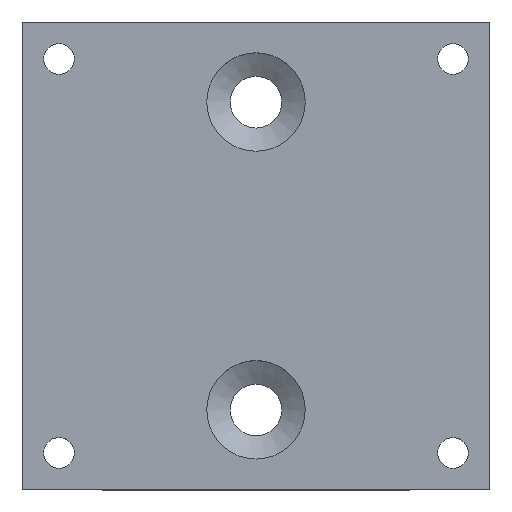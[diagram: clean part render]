
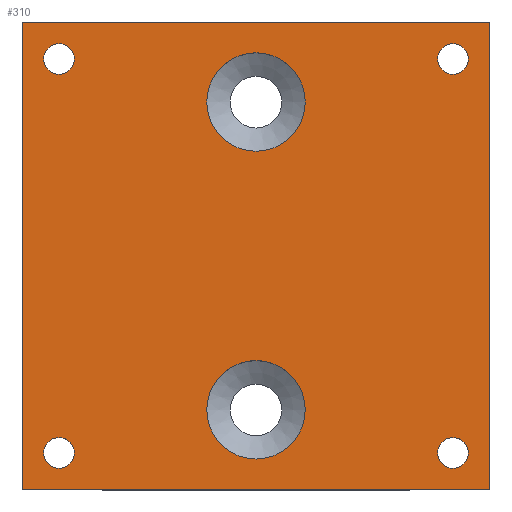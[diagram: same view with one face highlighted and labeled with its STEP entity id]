
A CAD part, top view. The second image highlights one B-rep face of the part: STEP entity #310.
In plain terms, the highlighted planar face has unit normal (0, 0, 1).
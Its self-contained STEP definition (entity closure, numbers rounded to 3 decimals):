
#21=FACE_BOUND('',#83,.T.);
#22=FACE_BOUND('',#84,.T.);
#23=FACE_BOUND('',#85,.T.);
#24=FACE_BOUND('',#86,.T.);
#25=FACE_BOUND('',#87,.T.);
#26=FACE_BOUND('',#88,.T.);
#32=PLANE('',#367);
#60=FACE_OUTER_BOUND('',#82,.T.);
#82=EDGE_LOOP('',(#283,#284,#285,#286));
#83=EDGE_LOOP('',(#287));
#84=EDGE_LOOP('',(#288));
#85=EDGE_LOOP('',(#289));
#86=EDGE_LOOP('',(#290));
#87=EDGE_LOOP('',(#291));
#88=EDGE_LOOP('',(#292));
#100=LINE('',#517,#122);
#102=LINE('',#523,#124);
#108=LINE('',#537,#130);
#110=LINE('',#540,#132);
#122=VECTOR('',#431,10.);
#124=VECTOR('',#435,10.);
#130=VECTOR('',#451,10.);
#132=VECTOR('',#455,10.);
#136=CIRCLE('',#339,4.);
#140=CIRCLE('',#345,4.);
#141=CIRCLE('',#347,1.25);
#142=CIRCLE('',#350,1.25);
#143=CIRCLE('',#353,1.25);
#144=CIRCLE('',#356,1.25);
#150=VERTEX_POINT('',#470);
#154=VERTEX_POINT('',#482);
#155=VERTEX_POINT('',#486);
#157=VERTEX_POINT('',#492);
#159=VERTEX_POINT('',#498);
#161=VERTEX_POINT('',#504);
#163=VERTEX_POINT('',#510);
#166=VERTEX_POINT('',#515);
#168=VERTEX_POINT('',#520);
#169=VERTEX_POINT('',#522);
#177=EDGE_CURVE('',#150,#150,#136,.T.);
#183=EDGE_CURVE('',#154,#154,#140,.T.);
#185=EDGE_CURVE('',#155,#155,#141,.T.);
#188=EDGE_CURVE('',#157,#157,#142,.T.);
#191=EDGE_CURVE('',#159,#159,#143,.T.);
#194=EDGE_CURVE('',#161,#161,#144,.T.);
#200=EDGE_CURVE('',#166,#163,#100,.T.);
#202=EDGE_CURVE('',#169,#168,#102,.T.);
#210=EDGE_CURVE('',#169,#166,#108,.T.);
#212=EDGE_CURVE('',#168,#163,#110,.T.);
#283=ORIENTED_EDGE('',*,*,#212,.T.);
#284=ORIENTED_EDGE('',*,*,#200,.F.);
#285=ORIENTED_EDGE('',*,*,#210,.F.);
#286=ORIENTED_EDGE('',*,*,#202,.T.);
#287=ORIENTED_EDGE('',*,*,#177,.T.);
#288=ORIENTED_EDGE('',*,*,#183,.T.);
#289=ORIENTED_EDGE('',*,*,#185,.T.);
#290=ORIENTED_EDGE('',*,*,#188,.T.);
#291=ORIENTED_EDGE('',*,*,#191,.T.);
#292=ORIENTED_EDGE('',*,*,#194,.T.);
#310=ADVANCED_FACE('',(#60,#21,#22,#23,#24,#25,#26),#32,.T.);
#339=AXIS2_PLACEMENT_3D('',#471,#381,#382);
#345=AXIS2_PLACEMENT_3D('',#483,#395,#396);
#347=AXIS2_PLACEMENT_3D('',#487,#400,#401);
#350=AXIS2_PLACEMENT_3D('',#493,#407,#408);
#353=AXIS2_PLACEMENT_3D('',#499,#414,#415);
#356=AXIS2_PLACEMENT_3D('',#505,#421,#422);
#367=AXIS2_PLACEMENT_3D('',#542,#458,#459);
#381=DIRECTION('center_axis',(0.,0.,-1.));
#382=DIRECTION('ref_axis',(1.,0.,0.));
#395=DIRECTION('center_axis',(0.,0.,-1.));
#396=DIRECTION('ref_axis',(1.,0.,0.));
#400=DIRECTION('center_axis',(0.,0.,-1.));
#401=DIRECTION('ref_axis',(1.,0.,0.));
#407=DIRECTION('center_axis',(0.,0.,-1.));
#408=DIRECTION('ref_axis',(1.,0.,0.));
#414=DIRECTION('center_axis',(0.,0.,-1.));
#415=DIRECTION('ref_axis',(1.,0.,0.));
#421=DIRECTION('center_axis',(0.,0.,-1.));
#422=DIRECTION('ref_axis',(1.,0.,0.));
#431=DIRECTION('',(0.,-1.,0.));
#435=DIRECTION('',(0.,-1.,0.));
#451=DIRECTION('',(1.,0.,0.));
#455=DIRECTION('',(1.,0.,0.));
#458=DIRECTION('center_axis',(0.,0.,1.));
#459=DIRECTION('ref_axis',(1.,0.,0.));
#470=CARTESIAN_POINT('',(-4.,12.5,10.));
#471=CARTESIAN_POINT('Origin',(0.,12.5,10.));
#482=CARTESIAN_POINT('',(-4.,-12.5,10.));
#483=CARTESIAN_POINT('Origin',(0.,-12.5,10.));
#486=CARTESIAN_POINT('',(-17.25,-16.,10.));
#487=CARTESIAN_POINT('Origin',(-16.,-16.,10.));
#492=CARTESIAN_POINT('',(-17.25,16.,10.));
#493=CARTESIAN_POINT('Origin',(-16.,16.,10.));
#498=CARTESIAN_POINT('',(14.75,16.,10.));
#499=CARTESIAN_POINT('Origin',(16.,16.,10.));
#504=CARTESIAN_POINT('',(14.75,-16.,10.));
#505=CARTESIAN_POINT('Origin',(16.,-16.,10.));
#510=CARTESIAN_POINT('',(19.,-19.,10.));
#515=CARTESIAN_POINT('',(19.,19.,10.));
#517=CARTESIAN_POINT('',(19.,19.,10.));
#520=CARTESIAN_POINT('',(-19.,-19.,10.));
#522=CARTESIAN_POINT('',(-19.,19.,10.));
#523=CARTESIAN_POINT('',(-19.,19.,10.));
#537=CARTESIAN_POINT('',(12.5,19.,10.));
#540=CARTESIAN_POINT('',(-6.25,-19.,10.));
#542=CARTESIAN_POINT('Origin',(0.,0.,10.));
